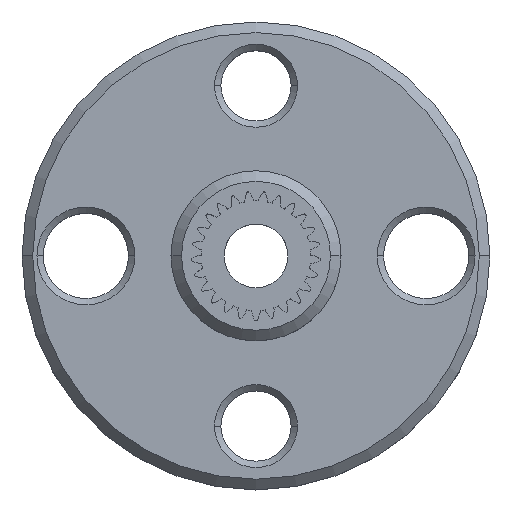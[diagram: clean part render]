
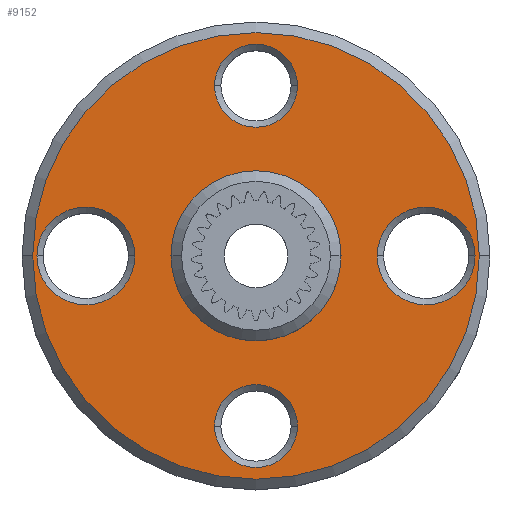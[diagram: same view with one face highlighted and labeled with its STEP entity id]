
A CAD part, top view. The second image highlights one B-rep face of the part: STEP entity #9152.
In plain terms, the highlighted planar face has unit normal (0, 0, 1).
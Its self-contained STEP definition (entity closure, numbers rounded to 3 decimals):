
#146 = CARTESIAN_POINT ( 'NONE',  ( 0., 8., 4. ) ) ;
#147 = DIRECTION ( 'NONE',  ( 1., 0., 0. ) ) ;
#161 = CARTESIAN_POINT ( 'NONE',  ( -8., 0., 4. ) ) ;
#191 = CARTESIAN_POINT ( 'NONE',  ( 0., 0., 4. ) ) ;
#259 = ORIENTED_EDGE ( 'NONE', *, *, #2474, .T. ) ;
#273 = CARTESIAN_POINT ( 'NONE',  ( 0., 8., 4. ) ) ;
#467 = DIRECTION ( 'NONE',  ( 1., 0., 0. ) ) ;
#486 = FACE_BOUND ( 'NONE', #7999, .T. ) ;
#624 = EDGE_CURVE ( 'NONE', #6521, #7462, #2010, .T. ) ;
#673 = DIRECTION ( 'NONE',  ( 1., 0., 0. ) ) ;
#713 = ORIENTED_EDGE ( 'NONE', *, *, #4304, .T. ) ;
#714 = AXIS2_PLACEMENT_3D ( 'NONE', #146, #5804, #974 ) ;
#733 = VERTEX_POINT ( 'NONE', #2594 ) ;
#752 = FACE_BOUND ( 'NONE', #4947, .T. ) ;
#814 = ORIENTED_EDGE ( 'NONE', *, *, #624, .T. ) ;
#842 = CARTESIAN_POINT ( 'NONE',  ( -8., 0., 4. ) ) ;
#941 = AXIS2_PLACEMENT_3D ( 'NONE', #10000, #5346, #467 ) ;
#974 = DIRECTION ( 'NONE',  ( 1., 0., 0. ) ) ;
#994 = DIRECTION ( 'NONE',  ( 1., 0., 0. ) ) ;
#1010 = ORIENTED_EDGE ( 'NONE', *, *, #4426, .F. ) ;
#1034 = DIRECTION ( 'NONE',  ( 1., 0., 0. ) ) ;
#1039 = CIRCLE ( 'NONE', #5289, 2.3 ) ;
#1113 = DIRECTION ( 'NONE',  ( 1., 0., 0. ) ) ;
#1155 = EDGE_CURVE ( 'NONE', #733, #9362, #5403, .T. ) ;
#1560 = ORIENTED_EDGE ( 'NONE', *, *, #3671, .T. ) ;
#1689 = DIRECTION ( 'NONE',  ( 1., 0., 0. ) ) ;
#1783 = DIRECTION ( 'NONE',  ( 0., 0., -1. ) ) ;
#1979 = CARTESIAN_POINT ( 'NONE',  ( -1.95, -8., 4. ) ) ;
#2010 = CIRCLE ( 'NONE', #2925, 1.95 ) ;
#2052 = CIRCLE ( 'NONE', #7694, 10.5 ) ;
#2474 = EDGE_CURVE ( 'NONE', #10305, #9805, #2978, .T. ) ;
#2594 = CARTESIAN_POINT ( 'NONE',  ( 4., 0., 4. ) ) ;
#2617 = EDGE_LOOP ( 'NONE', ( #6652, #4599 ) ) ;
#2672 = FACE_OUTER_BOUND ( 'NONE', #5647, .T. ) ;
#2788 = ORIENTED_EDGE ( 'NONE', *, *, #4081, .T. ) ;
#2925 = AXIS2_PLACEMENT_3D ( 'NONE', #273, #5929, #1113 ) ;
#2978 = CIRCLE ( 'NONE', #9309, 2.3 ) ;
#2981 = CARTESIAN_POINT ( 'NONE',  ( 8., 0., 4. ) ) ;
#3064 = VERTEX_POINT ( 'NONE', #4415 ) ;
#3080 = EDGE_LOOP ( 'NONE', ( #259, #8272 ) ) ;
#3188 = EDGE_CURVE ( 'NONE', #5025, #5146, #7644, .T. ) ;
#3217 = CARTESIAN_POINT ( 'NONE',  ( 5.7, 0., 4. ) ) ;
#3266 = DIRECTION ( 'NONE',  ( 0., 0., 1. ) ) ;
#3313 = DIRECTION ( 'NONE',  ( 0., 0., 1. ) ) ;
#3331 = CIRCLE ( 'NONE', #714, 1.95 ) ;
#3477 = EDGE_CURVE ( 'NONE', #5250, #3064, #1039, .T. ) ;
#3671 = EDGE_CURVE ( 'NONE', #7462, #6521, #3331, .T. ) ;
#3811 = DIRECTION ( 'NONE',  ( 1., 0., 0. ) ) ;
#3864 = EDGE_CURVE ( 'NONE', #9805, #10305, #8617, .T. ) ;
#4081 = EDGE_CURVE ( 'NONE', #6855, #4282, #2052, .T. ) ;
#4083 = CIRCLE ( 'NONE', #9849, 10.5 ) ;
#4159 = ORIENTED_EDGE ( 'NONE', *, *, #9408, .T. ) ;
#4227 = CARTESIAN_POINT ( 'NONE',  ( 0., 0., 4. ) ) ;
#4282 = VERTEX_POINT ( 'NONE', #6178 ) ;
#4304 = EDGE_CURVE ( 'NONE', #5146, #5025, #10308, .T. ) ;
#4362 = AXIS2_PLACEMENT_3D ( 'NONE', #7996, #3266, #8775 ) ;
#4415 = CARTESIAN_POINT ( 'NONE',  ( 10.3, 0., 4. ) ) ;
#4426 = EDGE_CURVE ( 'NONE', #9362, #733, #7509, .T. ) ;
#4599 = ORIENTED_EDGE ( 'NONE', *, *, #3477, .T. ) ;
#4656 = CARTESIAN_POINT ( 'NONE',  ( 0., 0., 4. ) ) ;
#4840 = FACE_BOUND ( 'NONE', #9285, .T. ) ;
#4894 = AXIS2_PLACEMENT_3D ( 'NONE', #10193, #5540, #673 ) ;
#4947 = EDGE_LOOP ( 'NONE', ( #814, #1560 ) ) ;
#5025 = VERTEX_POINT ( 'NONE', #1979 ) ;
#5029 = DIRECTION ( 'NONE',  ( 0., 0., 1. ) ) ;
#5095 = AXIS2_PLACEMENT_3D ( 'NONE', #842, #6459, #1689 ) ;
#5134 = CARTESIAN_POINT ( 'NONE',  ( -5.7, 0., 4. ) ) ;
#5146 = VERTEX_POINT ( 'NONE', #9439 ) ;
#5250 = VERTEX_POINT ( 'NONE', #3217 ) ;
#5289 = AXIS2_PLACEMENT_3D ( 'NONE', #6562, #1783, #7342 ) ;
#5346 = DIRECTION ( 'NONE',  ( 0., 0., -1. ) ) ;
#5403 = CIRCLE ( 'NONE', #9158, 4. ) ;
#5460 = DIRECTION ( 'NONE',  ( 1., 0., 0. ) ) ;
#5495 = CARTESIAN_POINT ( 'NONE',  ( 1.95, 8., 4. ) ) ;
#5540 = DIRECTION ( 'NONE',  ( 0., 0., -1. ) ) ;
#5647 = EDGE_LOOP ( 'NONE', ( #2788, #4159 ) ) ;
#5804 = DIRECTION ( 'NONE',  ( 0., 0., -1. ) ) ;
#5824 = DIRECTION ( 'NONE',  ( 0., 0., -1. ) ) ;
#5852 = DIRECTION ( 'NONE',  ( 0., 0., 1. ) ) ;
#5929 = DIRECTION ( 'NONE',  ( 0., 0., -1. ) ) ;
#6178 = CARTESIAN_POINT ( 'NONE',  ( 10.5, 0., 4. ) ) ;
#6459 = DIRECTION ( 'NONE',  ( 0., 0., -1. ) ) ;
#6521 = VERTEX_POINT ( 'NONE', #5495 ) ;
#6528 = ORIENTED_EDGE ( 'NONE', *, *, #1155, .F. ) ;
#6562 = CARTESIAN_POINT ( 'NONE',  ( 8., 0., 4. ) ) ;
#6652 = ORIENTED_EDGE ( 'NONE', *, *, #9336, .T. ) ;
#6659 = CIRCLE ( 'NONE', #8286, 2.3 ) ;
#6698 = AXIS2_PLACEMENT_3D ( 'NONE', #4227, #5029, #147 ) ;
#6855 = VERTEX_POINT ( 'NONE', #7724 ) ;
#6905 = FACE_BOUND ( 'NONE', #3080, .T. ) ;
#7146 = FACE_BOUND ( 'NONE', #2617, .T. ) ;
#7342 = DIRECTION ( 'NONE',  ( 1., 0., 0. ) ) ;
#7462 = VERTEX_POINT ( 'NONE', #9977 ) ;
#7509 = CIRCLE ( 'NONE', #4362, 4. ) ;
#7644 = CIRCLE ( 'NONE', #941, 1.95 ) ;
#7694 = AXIS2_PLACEMENT_3D ( 'NONE', #191, #5852, #1034 ) ;
#7724 = CARTESIAN_POINT ( 'NONE',  ( -10.5, 0., 4. ) ) ;
#7996 = CARTESIAN_POINT ( 'NONE',  ( 0., 0., 4. ) ) ;
#7999 = EDGE_LOOP ( 'NONE', ( #1010, #6528 ) ) ;
#8043 = CARTESIAN_POINT ( 'NONE',  ( 0., 0., 4. ) ) ;
#8272 = ORIENTED_EDGE ( 'NONE', *, *, #3864, .T. ) ;
#8283 = CARTESIAN_POINT ( 'NONE',  ( -10.3, 0., 4. ) ) ;
#8286 = AXIS2_PLACEMENT_3D ( 'NONE', #2981, #8521, #3811 ) ;
#8492 = CARTESIAN_POINT ( 'NONE',  ( -4., 0., 4. ) ) ;
#8521 = DIRECTION ( 'NONE',  ( 0., 0., -1. ) ) ;
#8617 = CIRCLE ( 'NONE', #5095, 2.3 ) ;
#8775 = DIRECTION ( 'NONE',  ( 1., 0., 0. ) ) ;
#8817 = DIRECTION ( 'NONE',  ( 1., 0., 0. ) ) ;
#8905 = PLANE ( 'NONE',  #6698 ) ;
#9152 = ADVANCED_FACE ( 'NONE', ( #4840, #7146, #752, #6905, #2672, #486 ), #8905, .T. ) ;
#9158 = AXIS2_PLACEMENT_3D ( 'NONE', #8043, #3313, #8817 ) ;
#9285 = EDGE_LOOP ( 'NONE', ( #713, #9597 ) ) ;
#9309 = AXIS2_PLACEMENT_3D ( 'NONE', #161, #5824, #994 ) ;
#9336 = EDGE_CURVE ( 'NONE', #3064, #5250, #6659, .T. ) ;
#9362 = VERTEX_POINT ( 'NONE', #8492 ) ;
#9408 = EDGE_CURVE ( 'NONE', #4282, #6855, #4083, .T. ) ;
#9439 = CARTESIAN_POINT ( 'NONE',  ( 1.95, -8., 4. ) ) ;
#9597 = ORIENTED_EDGE ( 'NONE', *, *, #3188, .T. ) ;
#9805 = VERTEX_POINT ( 'NONE', #8283 ) ;
#9849 = AXIS2_PLACEMENT_3D ( 'NONE', #4656, #10107, #5460 ) ;
#9977 = CARTESIAN_POINT ( 'NONE',  ( -1.95, 8., 4. ) ) ;
#10000 = CARTESIAN_POINT ( 'NONE',  ( 0., -8., 4. ) ) ;
#10107 = DIRECTION ( 'NONE',  ( 0., 0., 1. ) ) ;
#10193 = CARTESIAN_POINT ( 'NONE',  ( 0., -8., 4. ) ) ;
#10305 = VERTEX_POINT ( 'NONE', #5134 ) ;
#10308 = CIRCLE ( 'NONE', #4894, 1.95 ) ;
